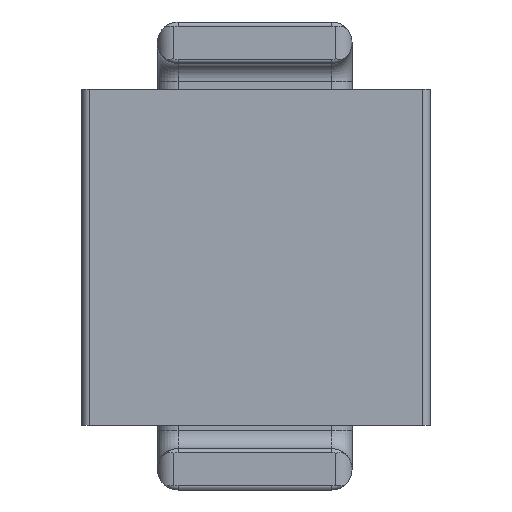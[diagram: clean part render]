
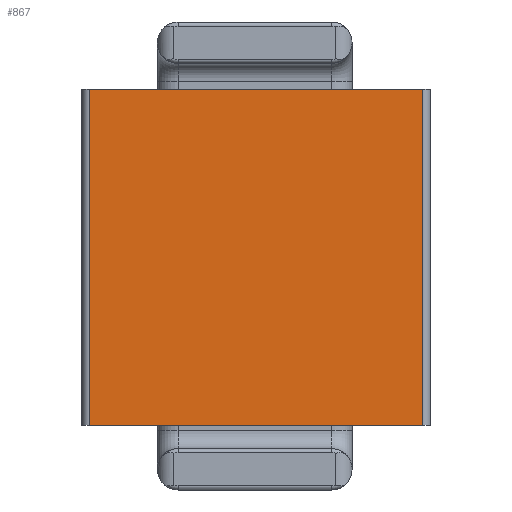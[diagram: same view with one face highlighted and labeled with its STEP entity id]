
A CAD part, front view. The second image highlights one B-rep face of the part: STEP entity #867.
In plain terms, the highlighted planar face has unit normal (0, -1, 0).
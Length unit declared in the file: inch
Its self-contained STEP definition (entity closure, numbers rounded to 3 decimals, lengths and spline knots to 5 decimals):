
#126=CARTESIAN_POINT('',(0.2005,-0.281,-2.594));
#127=VERTEX_POINT('',#126);
#135=CARTESIAN_POINT('',(0.2005,-0.281,-3.0));
#136=VERTEX_POINT('',#135);
#137=CARTESIAN_POINT('',(0.2005,-0.281,-2.594));
#138=DIRECTION('',(0.0,0.0,-1.0));
#139=VECTOR('',#138,0.406);
#140=LINE('',#137,#139);
#141=EDGE_CURVE('',#127,#136,#140,.T.);
#198=CARTESIAN_POINT('',(-0.2005,-0.281,-3.0));
#199=VERTEX_POINT('',#198);
#200=CARTESIAN_POINT('',(-0.2005,-0.281,-3.0));
#201=DIRECTION('',(1.0,0.0,0.0));
#202=VECTOR('',#201,0.401);
#203=LINE('',#200,#202);
#204=EDGE_CURVE('',#199,#136,#203,.T.);
#418=CARTESIAN_POINT('',(-0.2005,-0.281,-2.594));
#419=VERTEX_POINT('',#418);
#429=CARTESIAN_POINT('',(-0.2005,-0.281,-3.0));
#430=DIRECTION('',(0.0,0.0,1.0));
#431=VECTOR('',#430,0.406);
#432=LINE('',#429,#431);
#433=EDGE_CURVE('',#199,#419,#432,.T.);
#851=CARTESIAN_POINT('',(0.2105,-0.281,-3.0));
#852=DIRECTION('',(0.0,-1.0,0.0));
#853=DIRECTION('',(0.0,0.0,-1.0));
#854=AXIS2_PLACEMENT_3D('',#851,#852,#853);
#855=PLANE('',#854);
#856=ORIENTED_EDGE('',*,*,#141,.F.);
#857=CARTESIAN_POINT('',(0.2005,-0.281,-2.594));
#858=DIRECTION('',(-1.0,0.0,0.0));
#859=VECTOR('',#858,0.401);
#860=LINE('',#857,#859);
#861=EDGE_CURVE('',#127,#419,#860,.T.);
#862=ORIENTED_EDGE('',*,*,#861,.T.);
#863=ORIENTED_EDGE('',*,*,#433,.F.);
#864=ORIENTED_EDGE('',*,*,#204,.T.);
#865=EDGE_LOOP('',(#856,#862,#863,#864));
#866=FACE_OUTER_BOUND('',#865,.T.);
#867=ADVANCED_FACE('',(#866),#855,.T.);
